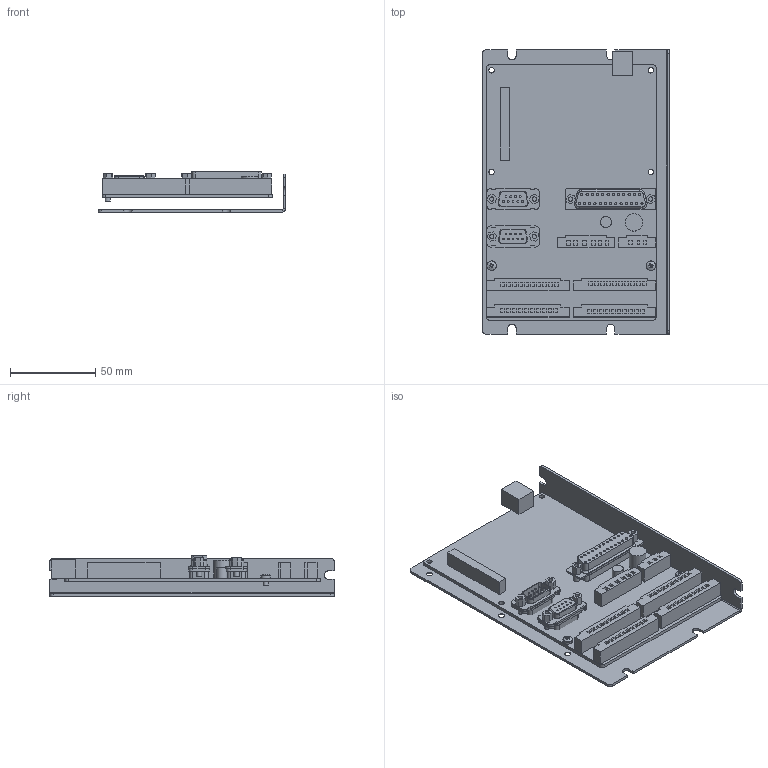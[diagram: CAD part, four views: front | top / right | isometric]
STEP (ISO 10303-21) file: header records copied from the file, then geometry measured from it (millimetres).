
FILE_DESCRIPTION (( 'STEP AP203' ), '1' );
FILE_NAME ('WOBｿｨ.STEP', '2023-12-18T07:59:12', ( 'Windows ﾓﾃｻｧ' ), ( '' ), 'SwSTEP 2.0', 'SolidWorks 2017', '' );
FILE_SCHEMA (( 'CONFIG_CONTROL_DESIGN' ));
Length unit declared in the file: millimetre
Products named in the file (1): WOBｿｨ
Bounding box: 110 x 167 x 23.6 mm (x, y, z)
Surface area: 89765.4 mm2 (no closed solid volume)
Topology: 0 solids, 20 shells, 688 faces, 1921 edges, 1269 vertices
Faces by surface type: plane 506, cylinder 146, bspline 22, cone 10, torus 4
Full cylindrical faces by diameter (mm): 0.991 x18, 1.3 x25, 2.5 x6, 3 x7, 3.2 x4, 3.4 x4, 5.6 x2, 6.492 x1, 10.166 x1
Entity records: 21803 total; most frequent: CARTESIAN_POINT 4385, DIRECTION 3474, ORIENTED_EDGE 3298, EDGE_CURVE 1827, VECTOR 1424, LINE 1424, VERTEX_POINT 1269, AXIS2_PLACEMENT_3D 1025
